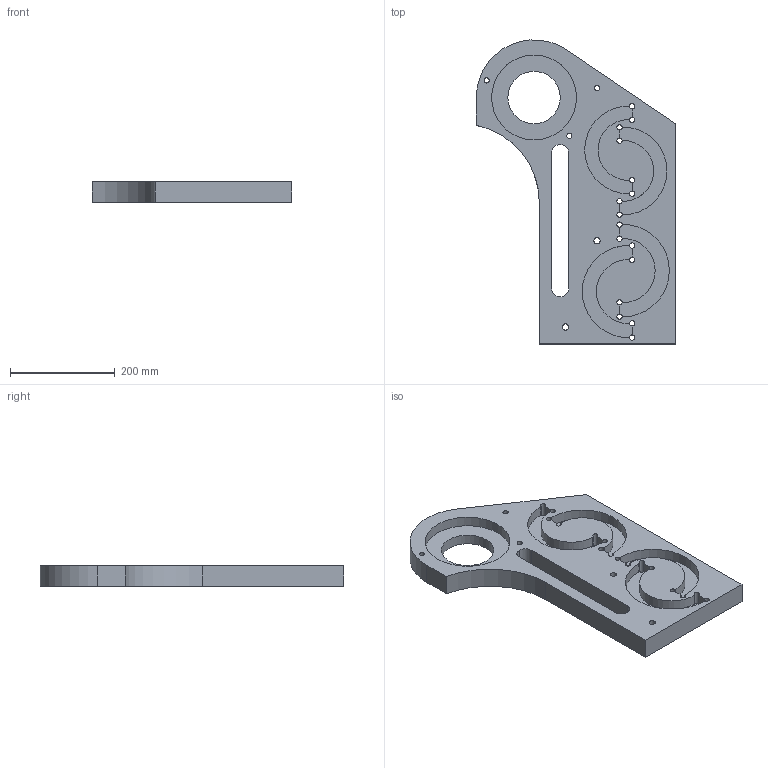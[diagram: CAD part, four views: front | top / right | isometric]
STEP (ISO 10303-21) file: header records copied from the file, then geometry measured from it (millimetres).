
FILE_DESCRIPTION(('STEP AP242'),'1');
FILE_NAME('Rep 15.stp','2021-04-16T23:48:50',(' '),(' '),'Spatial InterOp 3D',' ',' ');
FILE_SCHEMA(('AP242_MANAGED_MODEL_BASED_3D_ENGINEERING_MIM_LF {1 0 10303 442 1 1 4}'));
Length unit declared in the file: millimetre
Products named in the file (1): Rep 15
Bounding box: 380 x 579.72 x 40 mm (x, y, z)
Volume: 4623399.3 mm3; surface area: 442355.4 mm2
Topology: 1 solids, 1 shells, 77 faces, 258 edges, 172 vertices
Faces by surface type: plane 40, cylinder 37
Full cylindrical faces by diameter (mm): 10 x19, 12 x2, 100 x1, 162 x1
Entity records: 3333 total; most frequent: DIRECTION 465, CARTESIAN_POINT 453, ORIENTED_EDGE 438, EDGE_CURVE 219, AXIS2_PLACEMENT_3D 168, VERTEX_POINT 156, EDGE_LOOP 135, LINE 129
